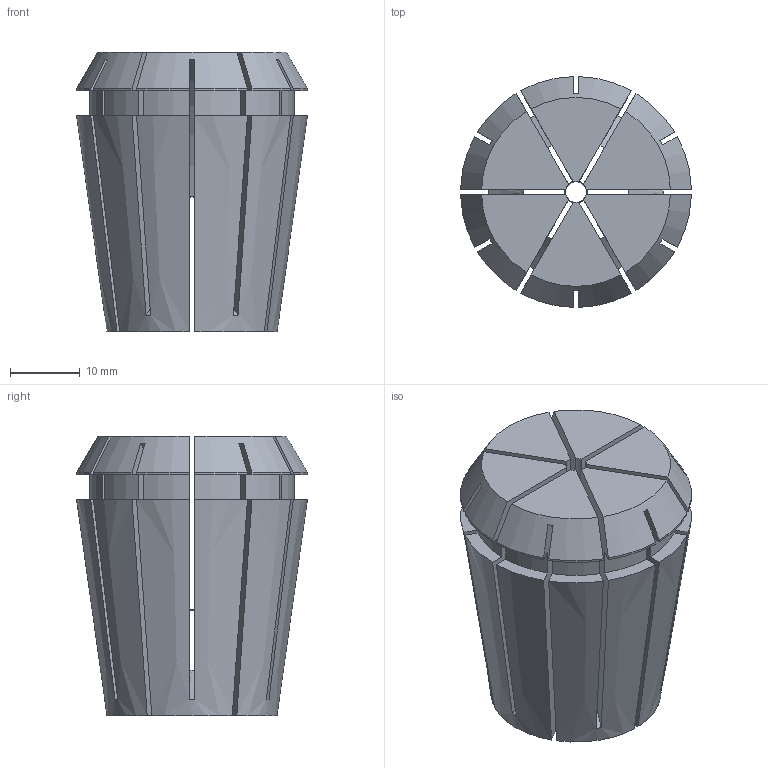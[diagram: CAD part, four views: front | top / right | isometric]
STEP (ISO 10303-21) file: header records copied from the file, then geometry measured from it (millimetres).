
FILE_DESCRIPTION (( 'STEP AP203' ), '1' );
FILE_NAME ('STP-5250-113-032-003-0(04330-03).STEP', '2021-09-23T07:34:13', ( '' ), ( '' ), 'SwSTEP 2.0', 'SolidWorks 2017', '' );
FILE_SCHEMA (( 'CONFIG_CONTROL_DESIGN' ));
Length unit declared in the file: millimetre
Products named in the file (1): STP-5250-113-032-003-0(04330-03)
Bounding box: 32.99 x 32.99 x 40 mm (x, y, z)
Volume: 20301.6 mm3; surface area: 14294.5 mm2
Topology: 1 solids, 1 shells, 130 faces, 426 edges, 284 vertices
Faces by surface type: plane 66, cylinder 51, cone 13
Entity records: 5171 total; most frequent: CARTESIAN_POINT 1359, ORIENTED_EDGE 852, DIRECTION 748, EDGE_CURVE 426, VERTEX_POINT 284, AXIS2_PLACEMENT_3D 273, VECTOR 202, LINE 202
